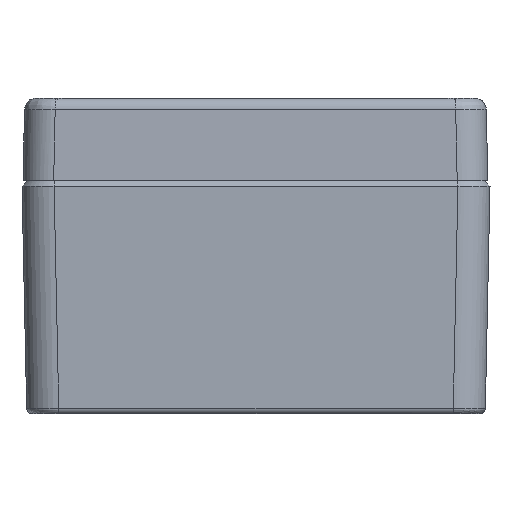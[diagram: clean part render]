
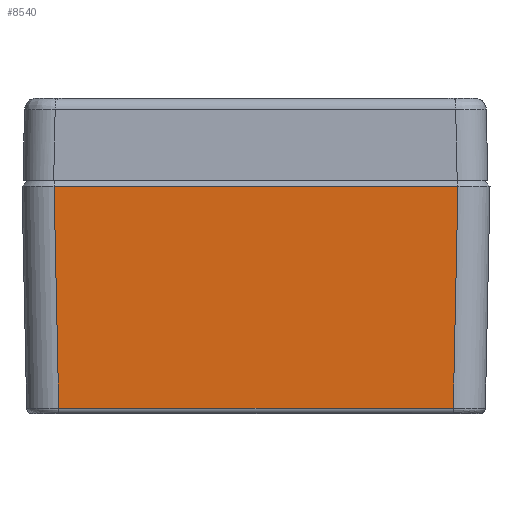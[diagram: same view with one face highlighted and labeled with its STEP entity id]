
A CAD part, left-side view. The second image highlights one B-rep face of the part: STEP entity #8540.
In plain terms, the highlighted planar face has unit normal (-1, 0, -0.021).
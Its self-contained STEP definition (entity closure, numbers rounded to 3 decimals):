
#7995 = VERTEX_POINT('',#7996);
#7996 = CARTESIAN_POINT('',(-5.322,0.147,-39.021
    ));
#8077 = EDGE_CURVE('',#7995,#8078,#8080,.T.);
#8078 = VERTEX_POINT('',#8079);
#8079 = CARTESIAN_POINT('',(-5.322,67.781,
    -39.021));
#8080 = LINE('',#8081,#8082);
#8081 = CARTESIAN_POINT('',(-5.322,33.964,-39.021
    ));
#8082 = VECTOR('',#8083,1.);
#8083 = DIRECTION('',(0.,1.,0.));
#8501 = EDGE_CURVE('',#8502,#7995,#8504,.T.);
#8502 = VERTEX_POINT('',#8503);
#8503 = CARTESIAN_POINT('',(-6.119,-0.65,
    -1.));
#8504 = LINE('',#8505,#8506);
#8505 = CARTESIAN_POINT('',(-5.721,-0.252,
    -20.));
#8506 = VECTOR('',#8507,1.);
#8507 = DIRECTION('',(0.021,0.021,
    -1.));
#8540 = ADVANCED_FACE('',(#8541),#8559,.F.);
#8541 = FACE_BOUND('',#8542,.T.);
#8542 = EDGE_LOOP('',(#8543,#8544,#8552,#8558));
#8543 = ORIENTED_EDGE('',*,*,#8501,.F.);
#8544 = ORIENTED_EDGE('',*,*,#8545,.F.);
#8545 = EDGE_CURVE('',#8546,#8502,#8548,.T.);
#8546 = VERTEX_POINT('',#8547);
#8547 = CARTESIAN_POINT('',(-6.119,68.577,
    -1.));
#8548 = LINE('',#8549,#8550);
#8549 = CARTESIAN_POINT('',(-6.119,33.964,
    -1.));
#8550 = VECTOR('',#8551,1.);
#8551 = DIRECTION('',(0.,-1.,0.));
#8552 = ORIENTED_EDGE('',*,*,#8553,.F.);
#8553 = EDGE_CURVE('',#8078,#8546,#8554,.T.);
#8554 = LINE('',#8555,#8556);
#8555 = CARTESIAN_POINT('',(-5.721,68.179,
    -20.));
#8556 = VECTOR('',#8557,1.);
#8557 = DIRECTION('',(-0.021,0.021,
    1.));
#8558 = ORIENTED_EDGE('',*,*,#8077,.F.);
#8559 = PLANE('',#8560);
#8560 = AXIS2_PLACEMENT_3D('',#8561,#8562,#8563);
#8561 = CARTESIAN_POINT('',(-5.26,78.741,-41.995)
  );
#8562 = DIRECTION('',(1.,0.,0.021));
#8563 = DIRECTION('',(-0.021,0.,1.));
